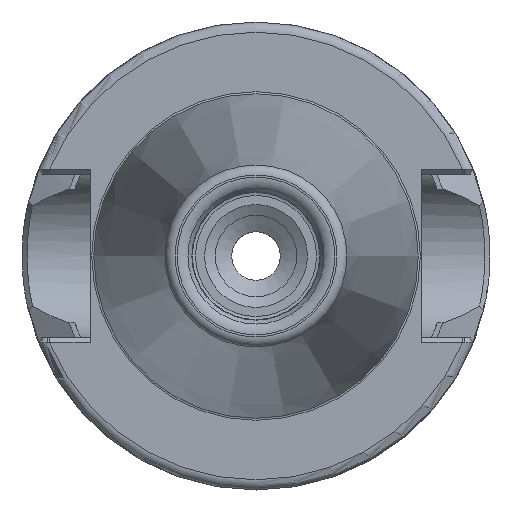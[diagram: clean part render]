
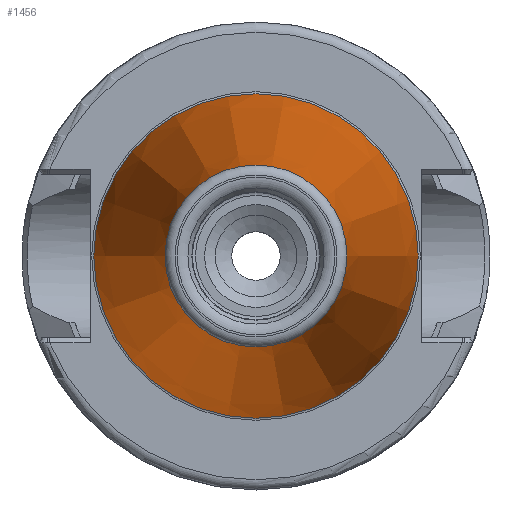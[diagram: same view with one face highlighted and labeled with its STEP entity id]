
A CAD part, left-side view. The second image highlights one B-rep face of the part: STEP entity #1456.
In plain terms, the highlighted conical face has half-angle 8.297 degrees and reference radius 12.445 mm.
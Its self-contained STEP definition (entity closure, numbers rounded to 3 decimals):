
#200=FACE_OUTER_BOUND('',#280,.T.);
#280=EDGE_LOOP('',(#1308,#1309,#1310,#1311,#1312,#1313,#1314));
#357=LINE('',#3182,#424);
#424=VECTOR('',#2015,12.445);
#511=CIRCLE('',#1625,8.941);
#512=CIRCLE('',#1626,8.941);
#513=CIRCLE('',#1627,8.941);
#515=CIRCLE('',#1630,15.948);
#516=CIRCLE('',#1631,15.948);
#677=VERTEX_POINT('',#3170);
#678=VERTEX_POINT('',#3171);
#679=VERTEX_POINT('',#3173);
#680=VERTEX_POINT('',#3178);
#681=VERTEX_POINT('',#3179);
#895=EDGE_CURVE('',#677,#678,#511,.T.);
#896=EDGE_CURVE('',#679,#677,#512,.T.);
#897=EDGE_CURVE('',#678,#679,#513,.T.);
#899=EDGE_CURVE('',#680,#681,#515,.T.);
#900=EDGE_CURVE('',#681,#680,#516,.T.);
#901=EDGE_CURVE('',#681,#679,#357,.T.);
#1308=ORIENTED_EDGE('',*,*,#899,.F.);
#1309=ORIENTED_EDGE('',*,*,#900,.F.);
#1310=ORIENTED_EDGE('',*,*,#901,.T.);
#1311=ORIENTED_EDGE('',*,*,#896,.T.);
#1312=ORIENTED_EDGE('',*,*,#895,.T.);
#1313=ORIENTED_EDGE('',*,*,#897,.T.);
#1314=ORIENTED_EDGE('',*,*,#901,.F.);
#1390=CONICAL_SURFACE('',#1629,12.445,0.145);
#1456=ADVANCED_FACE('',(#200),#1390,.T.);
#1625=AXIS2_PLACEMENT_3D('',#3172,#2001,#2002);
#1626=AXIS2_PLACEMENT_3D('',#3174,#2003,#2004);
#1627=AXIS2_PLACEMENT_3D('',#3175,#2005,#2006);
#1629=AXIS2_PLACEMENT_3D('',#3177,#2009,#2010);
#1630=AXIS2_PLACEMENT_3D('',#3180,#2011,#2012);
#1631=AXIS2_PLACEMENT_3D('',#3181,#2013,#2014);
#2001=DIRECTION('center_axis',(1.,0.,0.));
#2002=DIRECTION('ref_axis',(0.,0.,-1.));
#2003=DIRECTION('center_axis',(1.,0.,0.));
#2004=DIRECTION('ref_axis',(0.,0.,-1.));
#2005=DIRECTION('center_axis',(1.,0.,0.));
#2006=DIRECTION('ref_axis',(0.,0.,-1.));
#2009=DIRECTION('center_axis',(1.,0.,0.));
#2010=DIRECTION('ref_axis',(0.,1.,0.));
#2011=DIRECTION('center_axis',(1.,0.,0.));
#2012=DIRECTION('ref_axis',(0.,0.,-1.));
#2013=DIRECTION('center_axis',(1.,0.,0.));
#2014=DIRECTION('ref_axis',(0.,0.,-1.));
#2015=DIRECTION('',(-0.99,0.144,0.));
#3170=CARTESIAN_POINT('',(-47.944,8.941,0.));
#3171=CARTESIAN_POINT('',(-47.944,0.,8.941));
#3172=CARTESIAN_POINT('Origin',(-47.944,0.,
0.));
#3173=CARTESIAN_POINT('',(-47.944,-8.941,0.));
#3174=CARTESIAN_POINT('Origin',(-47.944,0.,
0.));
#3175=CARTESIAN_POINT('Origin',(-47.944,0.,
0.));
#3177=CARTESIAN_POINT('Origin',(-23.922,0.,
0.));
#3178=CARTESIAN_POINT('',(0.1,15.948,0.));
#3179=CARTESIAN_POINT('',(0.1,-15.948,0.));
#3180=CARTESIAN_POINT('Origin',(0.1,0.,
0.));
#3181=CARTESIAN_POINT('Origin',(0.1,0.,
0.));
#3182=CARTESIAN_POINT('',(-23.922,-12.445,0.));
